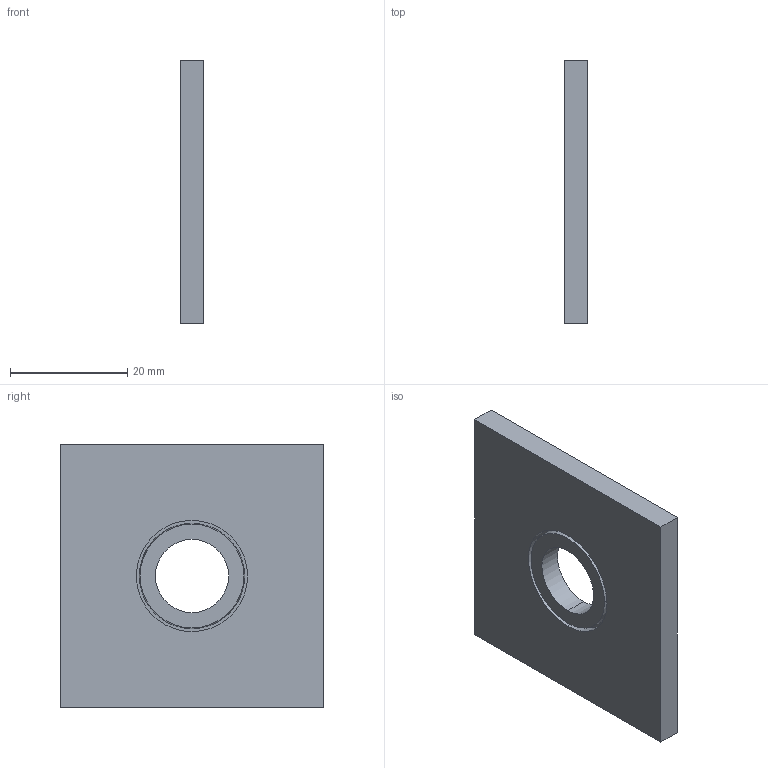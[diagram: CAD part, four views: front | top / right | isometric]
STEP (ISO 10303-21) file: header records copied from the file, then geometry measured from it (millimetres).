
FILE_DESCRIPTION(('STEP AP214'),'1');
FILE_NAME('cctmp_71649D12-ECFE-402A-9C46-D3A56173CCA6_2020_1_20_7_32_43_249..stp','2020-01-20T06:32:43',('Bosch Rexroth AG'),('CADClick - www.CADClick.com'),'Spatial InterOp 3D',' ','unknown authorization - (Healing Option Enabled)');
FILE_SCHEMA(('AUTOMOTIVE_DESIGN'));
Length unit declared in the file: millimetre
Products named in the file (1): 2020_01_20__07-32-43-249
Bounding box: 4 x 45 x 45 mm (x, y, z)
Volume: 7478.7 mm3; surface area: 5019.1 mm2
Topology: 1 solids, 1 shells, 20 faces, 46 edges, 32 vertices
Faces by surface type: plane 10, cylinder 6, cone 4
Entity records: 774 total; most frequent: DIRECTION 112, CARTESIAN_POINT 99, ORIENTED_EDGE 92, EDGE_CURVE 46, AXIS2_PLACEMENT_3D 45, VERTEX_POINT 32, EDGE_LOOP 26, CIRCLE 24
